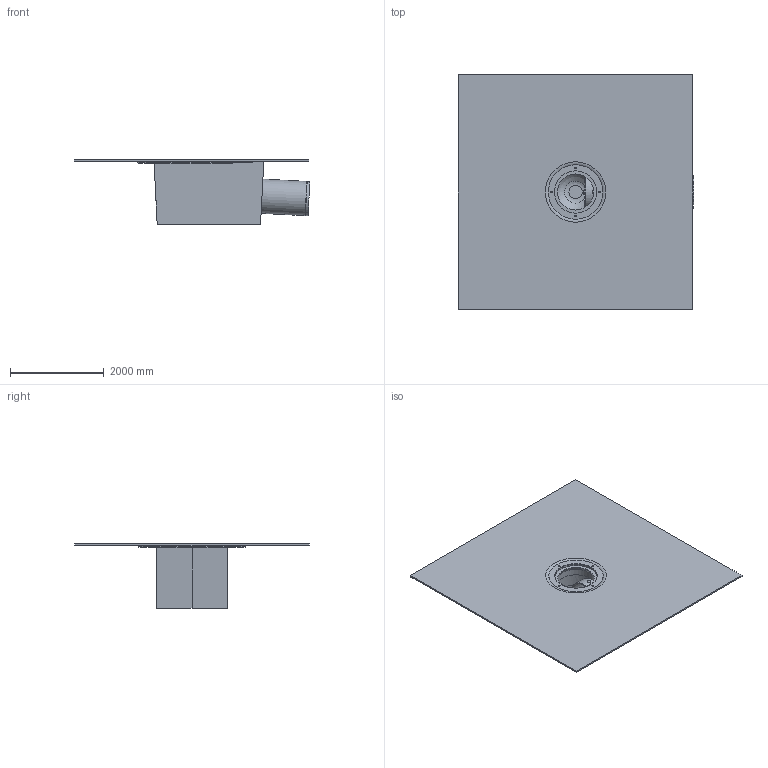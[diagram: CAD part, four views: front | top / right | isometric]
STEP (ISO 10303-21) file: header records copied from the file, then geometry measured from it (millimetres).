
FILE_DESCRIPTION(/* description */ (''),/* implementation_level */ '2;1');
FILE_NAME(/* name */ '15500.070X_3D.stp',/* time_stamp */ '2024-12-12T06:54:13+01:00',/* author */ ('CAD'),/* organization */ (''),/* preprocessor_version */ 'ST-DEVELOPER v20',/* originating_system */ 'AutoCAD Mechanical',/* authorisation */ '');
FILE_SCHEMA (('AUTOMOTIVE_DESIGN { 1 0 10303 214 3 1 1 }'));
Length unit declared in the file: centimetre
Products named in the file (2): Product; *S0
Assembly tree (1 placements, depth 2):
  Product
    *S0
Bounding box: 5018.83 x 5000 x 1375 mm (x, y, z)
Volume: 4022488727 mm3; surface area: 106388964.1 mm2
Topology: 10 solids, 10 shells, 251 faces, 640 edges, 411 vertices
Faces by surface type: cone 64, plane 60, torus 55, cylinder 48, bspline 19, sphere 5
Full cylindrical faces by diameter (mm): 20 x8, 80 x1, 698 x3, 730 x4, 770 x1, 810 x1, 885 x1, 901 x1, 905 x1, 953.818 x1, 965 x2, 980 x1, 1000 x1, 1030 x1
Entity records: 9966 total; most frequent: CARTESIAN_POINT 3696, DIRECTION 1344, ORIENTED_EDGE 1276, EDGE_CURVE 638, AXIS2_PLACEMENT_3D 566, VERTEX_POINT 407, CIRCLE 309, EDGE_LOOP 285
